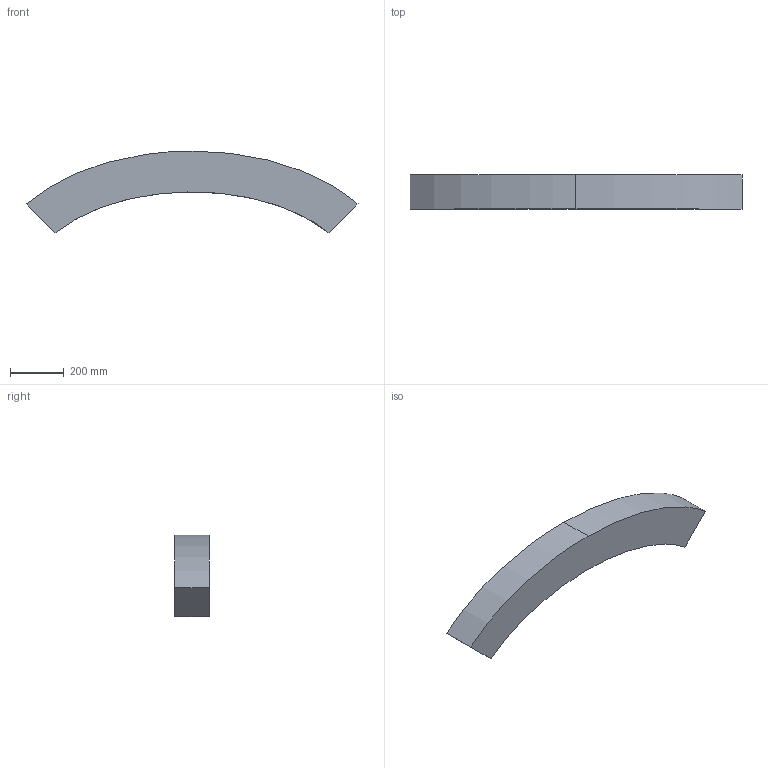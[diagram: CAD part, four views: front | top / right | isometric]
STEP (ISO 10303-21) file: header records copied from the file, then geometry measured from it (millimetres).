
FILE_DESCRIPTION(/* description */ (''),/* implementation_level */ '2;1');
FILE_NAME(/* name */ 'Arch header 2 (C).step',/* time_stamp */ '2022-08-16T14:06:36-05:00',/* author */ (''),/* organization */ (''),/* preprocessor_version */ 'ST-DEVELOPER v19',/* originating_system */ 'Autodesk Translation Framework v11.7.0.108',/* authorisation */ '');
FILE_SCHEMA (('AUTOMOTIVE_DESIGN { 1 0 10303 214 3 1 1 }'));
Length unit declared in the file: inch
Products named in the file (1): Arch header 2 (C)
Bounding box: 1238.19 x 127 x 305.3 mm (x, y, z)
Volume: 23341476 mm3; surface area: 712734.9 mm2
Topology: 1 solids, 1 shells, 7 faces, 15 edges, 10 vertices
Faces by surface type: plane 4, bspline 3
Entity records: 333 total; most frequent: CARTESIAN_POINT 162, ORIENTED_EDGE 30, DIRECTION 21, EDGE_CURVE 15, VERTEX_POINT 10, FACE_OUTER_BOUND 7, EDGE_LOOP 7, LINE 7
